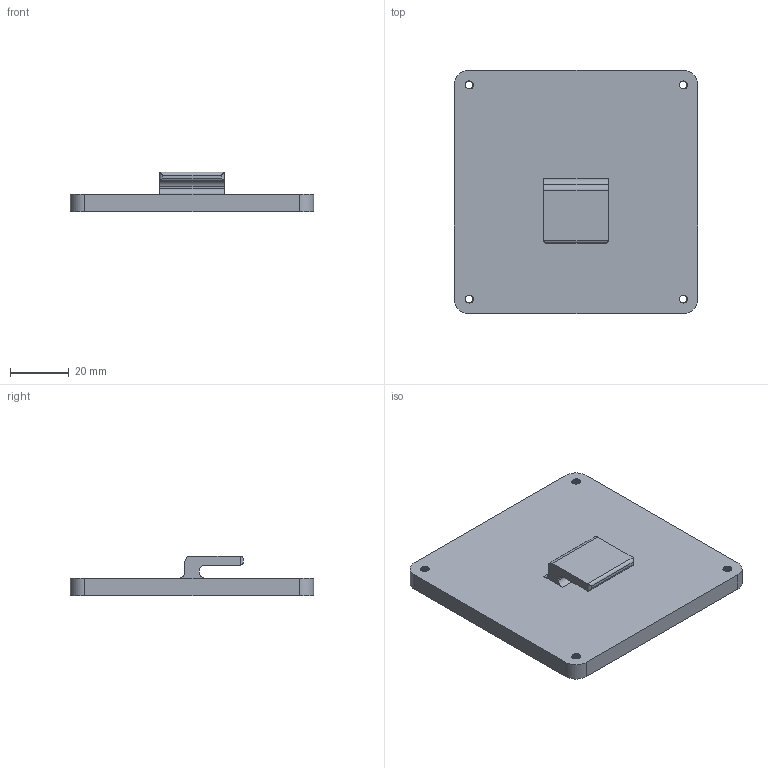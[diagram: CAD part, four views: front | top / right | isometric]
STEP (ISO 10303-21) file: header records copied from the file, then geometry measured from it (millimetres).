
FILE_DESCRIPTION(('FreeCAD Model'),'2;1');
FILE_NAME('Open CASCADE Shape Model','2025-09-07T21:31:01',(''),(''), 'Open CASCADE STEP processor 7.9','FreeCAD','Unknown');
FILE_SCHEMA(('AUTOMOTIVE_DESIGN { 1 0 10303 214 1 1 1 1 }'));
Length unit declared in the file: millimetre
Products named in the file (1): Body
Bounding box: 83 x 83 x 13.5 mm (x, y, z)
Volume: 42906.8 mm3; surface area: 17016 mm2
Topology: 1 solids, 1 shells, 237 faces, 510 edges, 276 vertices
Faces by surface type: bspline 156, cylinder 68, plane 13
Full cylindrical faces by diameter (mm): 2.52 x48
Entity records: 23126 total; most frequent: CARTESIAN_POINT 19268, ORIENTED_EDGE 1020, EDGE_CURVE 510, B_SPLINE_CURVE_WITH_KNOTS 376, DIRECTION 334, VERTEX_POINT 276, FACE_BOUND 246, EDGE_LOOP 246
